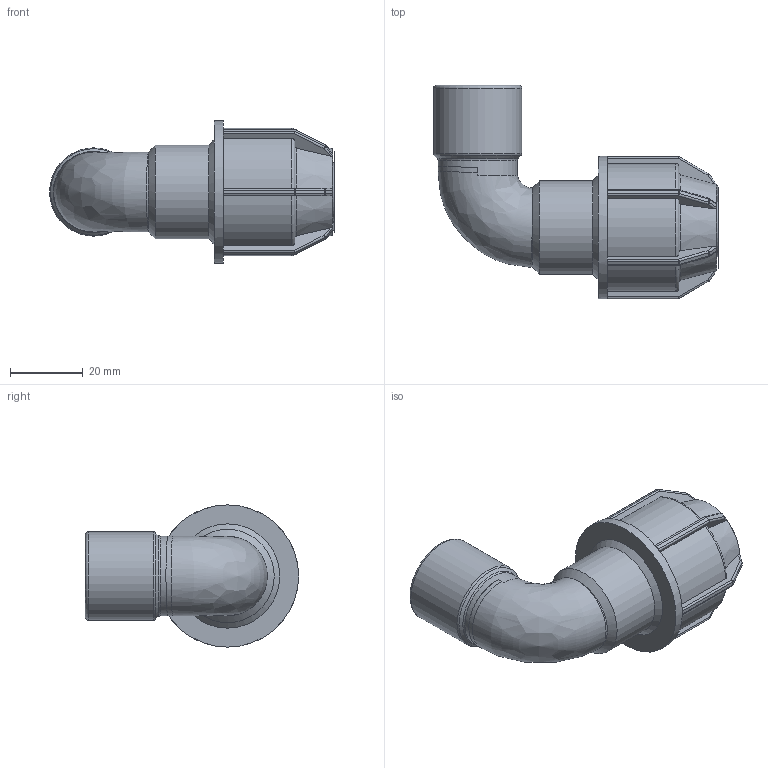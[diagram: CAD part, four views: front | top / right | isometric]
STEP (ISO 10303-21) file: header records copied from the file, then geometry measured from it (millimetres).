
FILE_DESCRIPTION(/* description */ ('L.14 90° ELBOW FEMALE ADAPTOR (SILVER) 16-1/2"'),/* implementation_level */ '2;1');
FILE_NAME(/* name */ '141500016005.ipt.stp',/* time_stamp */ '2018-04-09T13:04:45+03:00',/* author */ ('KIM'),/* organization */ (''),/* preprocessor_version */ 'ST-DEVELOPER v15.6',/* originating_system */ 'Autodesk Inventor 2015',/* authorisation */ '');
FILE_SCHEMA (('AUTOMOTIVE_DESIGN { 1 0 10303 214 3 1 1 }'));
Length unit declared in the file: millimetre
Products named in the file (1): 141500016005
Bounding box: 78.11 x 58.5 x 39 mm (x, y, z)
Volume: 36953.1 mm3; surface area: 15774.9 mm2
Topology: 1 solids, 1 shells, 224 faces, 538 edges, 315 vertices
Faces by surface type: plane 103, cylinder 63, sphere 24, torus 17, cone 10, bspline 7
Full cylindrical faces by diameter (mm): 14.4 x1, 14.905 x1, 16 x2, 18.631 x1, 21.798 x1, 24.22 x1, 25.6 x1, 39 x1
Entity records: 6655 total; most frequent: CARTESIAN_POINT 1792, DIRECTION 1020, ORIENTED_EDGE 996, EDGE_CURVE 498, AXIS2_PLACEMENT_3D 417, VERTEX_POINT 301, EDGE_LOOP 247, FACE_OUTER_BOUND 222
